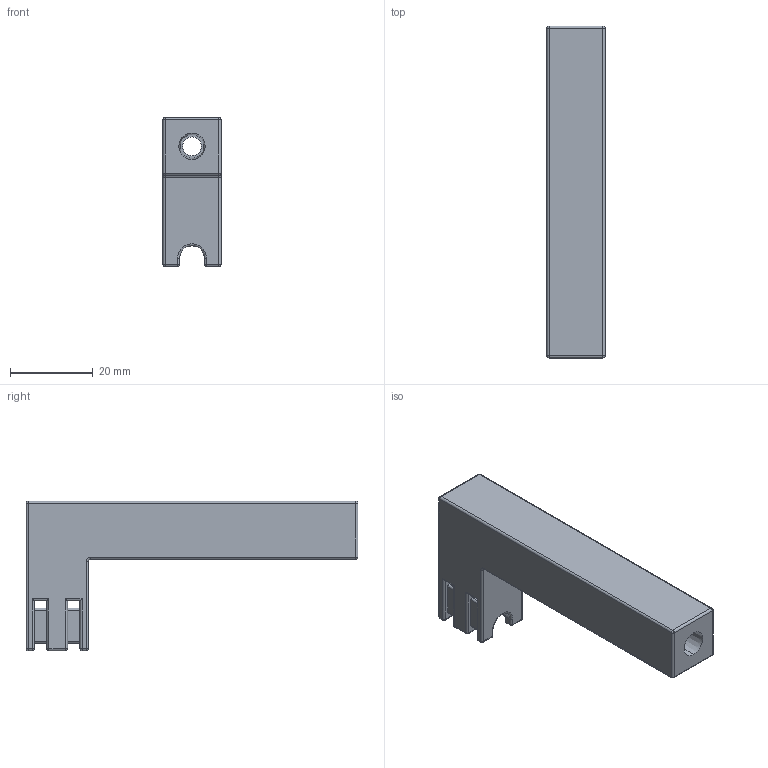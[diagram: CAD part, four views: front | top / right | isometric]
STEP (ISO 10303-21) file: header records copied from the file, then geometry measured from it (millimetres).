
FILE_DESCRIPTION (( 'STEP AP214' ), '1' );
FILE_NAME ('Ethernet Cable Brace.STEP', '2023-01-07T01:06:33', ( '' ), ( '' ), 'SwSTEP 2.0', 'SolidWorks 2022', '' );
FILE_SCHEMA (( 'AUTOMOTIVE_DESIGN' ));
Length unit declared in the file: millimetre
Products named in the file (1): Ethernet Cable Brace
Bounding box: 14 x 80 x 36 mm (x, y, z)
Volume: 18145.6 mm3; surface area: 7488.7 mm2
Topology: 1 solids, 1 shells, 136 faces, 341 edges, 182 vertices
Faces by surface type: cylinder 70, plane 36, sphere 22, torus 6, cone 2
Entity records: 3861 total; most frequent: DIRECTION 705, CARTESIAN_POINT 686, ORIENTED_EDGE 638, EDGE_CURVE 319, AXIS2_PLACEMENT_3D 265, VERTEX_POINT 182, VECTOR 175, LINE 175
